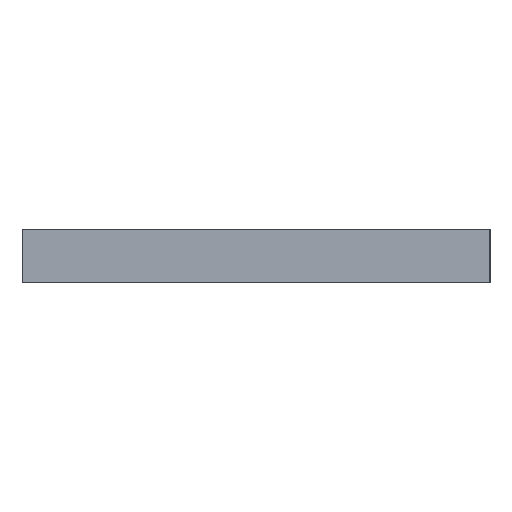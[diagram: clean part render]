
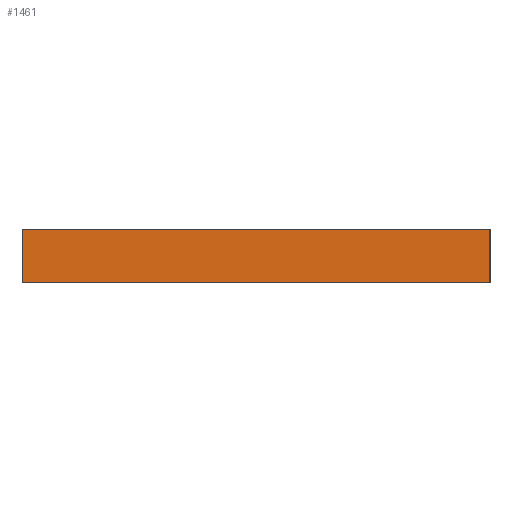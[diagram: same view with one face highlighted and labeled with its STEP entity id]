
A CAD part, left-side view. The second image highlights one B-rep face of the part: STEP entity #1461.
In plain terms, the highlighted planar face has unit normal (-1, 0, 0).
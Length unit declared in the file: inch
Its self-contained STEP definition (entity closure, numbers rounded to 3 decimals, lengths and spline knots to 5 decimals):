
#13 = LINE ( 'NONE', #1423, #1256 ) ;
#66 = EDGE_CURVE ( 'NONE', #93, #1790, #115, .T. ) ;
#93 = VERTEX_POINT ( 'NONE', #1374 ) ;
#115 = LINE ( 'NONE', #1517, #1021 ) ;
#197 = ORIENTED_EDGE ( 'NONE', *, *, #66, .T. ) ;
#242 = VERTEX_POINT ( 'NONE', #1316 ) ;
#355 = ORIENTED_EDGE ( 'NONE', *, *, #705, .T. ) ;
#648 = CARTESIAN_POINT ( 'NONE',  ( -1.5, 1.1, 0.25 ) ) ;
#705 = EDGE_CURVE ( 'NONE', #1733, #93, #1916, .T. ) ;
#739 = PLANE ( 'NONE',  #1953 ) ;
#800 = DIRECTION ( 'NONE',  ( 0., 0., -1. ) ) ;
#912 = DIRECTION ( 'NONE',  ( 0., -1., 0. ) ) ;
#930 = CARTESIAN_POINT ( 'NONE',  ( -1.5, 1.1, 0.25 ) ) ;
#1021 = VECTOR ( 'NONE', #1870, 39.37008 ) ;
#1033 = VECTOR ( 'NONE', #1495, 39.37008 ) ;
#1188 = CARTESIAN_POINT ( 'NONE',  ( -1.5, -1.1, 0. ) ) ;
#1256 = VECTOR ( 'NONE', #912, 39.37008 ) ;
#1303 = CARTESIAN_POINT ( 'NONE',  ( -1.5, 1.1, 0.25 ) ) ;
#1316 = CARTESIAN_POINT ( 'NONE',  ( -1.5, -1.1, 0.25 ) ) ;
#1336 = FACE_OUTER_BOUND ( 'NONE', #1471, .T. ) ;
#1374 = CARTESIAN_POINT ( 'NONE',  ( -1.5, 1.1, 0. ) ) ;
#1423 = CARTESIAN_POINT ( 'NONE',  ( -1.5, 1.1, 0.25 ) ) ;
#1447 = DIRECTION ( 'NONE',  ( 0., 0., -1. ) ) ;
#1454 = ORIENTED_EDGE ( 'NONE', *, *, #1625, .F. ) ;
#1461 = ADVANCED_FACE ( 'NONE', ( #1336 ), #739, .F. ) ;
#1471 = EDGE_LOOP ( 'NONE', ( #197, #1454, #1480, #355 ) ) ;
#1480 = ORIENTED_EDGE ( 'NONE', *, *, #2084, .F. ) ;
#1484 = CARTESIAN_POINT ( 'NONE',  ( -1.5, -1.1, 0.25 ) ) ;
#1495 = DIRECTION ( 'NONE',  ( 0., 0., -1. ) ) ;
#1517 = CARTESIAN_POINT ( 'NONE',  ( -1.5, 1.1, 0. ) ) ;
#1625 = EDGE_CURVE ( 'NONE', #242, #1790, #1801, .T. ) ;
#1733 = VERTEX_POINT ( 'NONE', #1303 ) ;
#1790 = VERTEX_POINT ( 'NONE', #1188 ) ;
#1801 = LINE ( 'NONE', #1484, #1033 ) ;
#1834 = VECTOR ( 'NONE', #800, 39.37008 ) ;
#1870 = DIRECTION ( 'NONE',  ( 0., -1., 0. ) ) ;
#1916 = LINE ( 'NONE', #648, #1834 ) ;
#1953 = AXIS2_PLACEMENT_3D ( 'NONE', #930, #2126, #1447 ) ;
#2084 = EDGE_CURVE ( 'NONE', #1733, #242, #13, .T. ) ;
#2126 = DIRECTION ( 'NONE',  ( 1., 0., 0. ) ) ;
